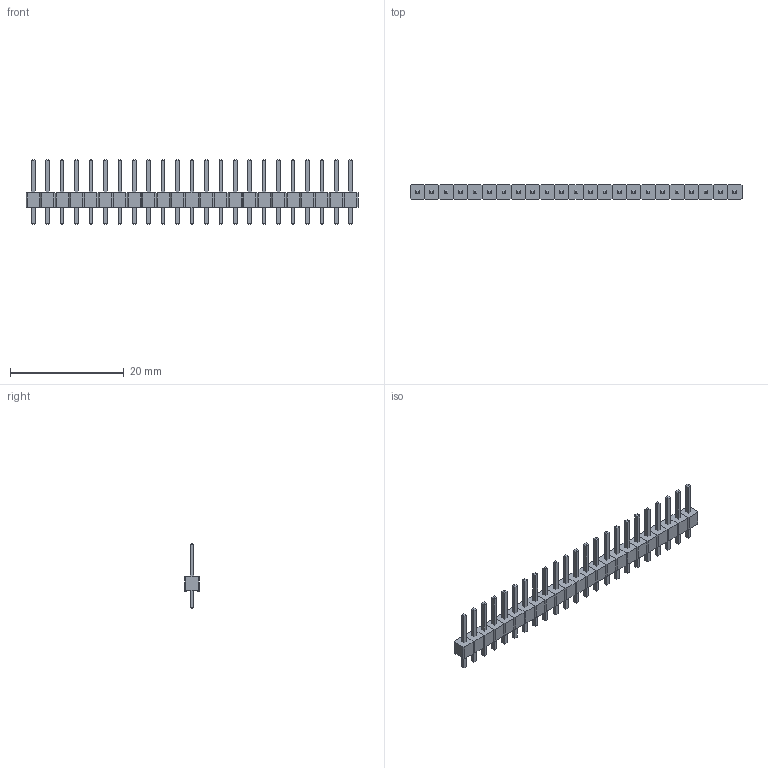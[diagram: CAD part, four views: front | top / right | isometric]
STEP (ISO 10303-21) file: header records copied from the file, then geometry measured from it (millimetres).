
FILE_DESCRIPTION(('FreeCAD Model'),'2;1');
FILE_NAME('Connecteur-2.54-Male-23_Contacts.step','2019-01-18T18:09:58',( 'Author'),(''),'Open CASCADE STEP processor 6.8','FreeCAD','Unknown' );
FILE_SCHEMA(('AUTOMOTIVE_DESIGN_CC2 { 1 2 10303 214 -1 1 5 4 }'));
Length unit declared in the file: millimetre
Products named in the file (3): ASSEMBLY; Array001; Array
Assembly tree (2 placements, depth 2):
  ASSEMBLY
    Array001
    Array
Bounding box: 58.42 x 2.54 x 11.38 mm (x, y, z)
Volume: 456.6 mm3; surface area: 1539.9 mm2
Topology: 46 solids, 46 shells, 644 faces, 1472 edges, 920 vertices
Faces by surface type: plane 644
Entity records: 36994 total; most frequent: CARTESIAN_POINT 5983, DIRECTION 5710, LINE 4416, VECTOR 4416, ORIENTED_EDGE 2944, PCURVE 2944, DEFINITIONAL_REPRESENTATION 2944, EDGE_CURVE 1472
